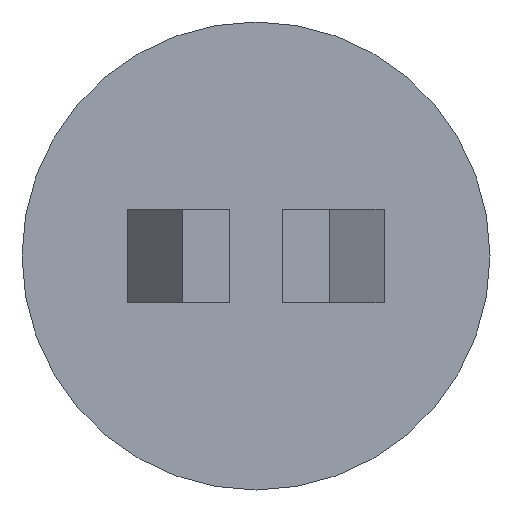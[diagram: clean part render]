
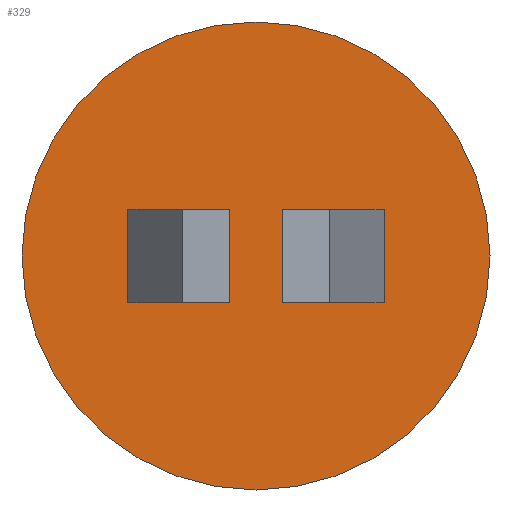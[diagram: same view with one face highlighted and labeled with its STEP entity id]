
A CAD part, front view. The second image highlights one B-rep face of the part: STEP entity #329.
In plain terms, the highlighted planar face has unit normal (0, -1, 0).
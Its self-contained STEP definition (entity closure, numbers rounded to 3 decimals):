
#14 = VECTOR ( 'NONE', #134, 1000. ) ;
#15 = ORIENTED_EDGE ( 'NONE', *, *, #508, .F. ) ;
#18 = DIRECTION ( 'NONE',  ( 0., 0., -1. ) ) ;
#36 = FACE_BOUND ( 'NONE', #478, .T. ) ;
#59 = VERTEX_POINT ( 'NONE', #495 ) ;
#93 = ORIENTED_EDGE ( 'NONE', *, *, #682, .F. ) ;
#96 = DIRECTION ( 'NONE',  ( 0., 1., 0. ) ) ;
#105 = VECTOR ( 'NONE', #849, 1000. ) ;
#110 = AXIS2_PLACEMENT_3D ( 'NONE', #400, #96, #327 ) ;
#134 = DIRECTION ( 'NONE',  ( -1., 0., 0. ) ) ;
#152 = CARTESIAN_POINT ( 'NONE',  ( 0.4, -1.525, -0.255 ) ) ;
#177 = VECTOR ( 'NONE', #234, 1000. ) ;
#202 = VERTEX_POINT ( 'NONE', #657 ) ;
#208 = DIRECTION ( 'NONE',  ( 0., 1., 0. ) ) ;
#211 = ORIENTED_EDGE ( 'NONE', *, *, #325, .T. ) ;
#212 = FACE_OUTER_BOUND ( 'NONE', #265, .T. ) ;
#214 = ORIENTED_EDGE ( 'NONE', *, *, #852, .T. ) ;
#215 = ORIENTED_EDGE ( 'NONE', *, *, #664, .F. ) ;
#223 = CARTESIAN_POINT ( 'NONE',  ( -0.4, -1.525, 0.255 ) ) ;
#234 = DIRECTION ( 'NONE',  ( -1., 0., 0. ) ) ;
#247 = CARTESIAN_POINT ( 'NONE',  ( -0.4, -1.525, -0.255 ) ) ;
#263 = CIRCLE ( 'NONE', #110, 1.27 ) ;
#265 = EDGE_LOOP ( 'NONE', ( #15 ) ) ;
#325 = EDGE_CURVE ( 'NONE', #700, #753, #776, .T. ) ;
#327 = DIRECTION ( 'NONE',  ( 0., 0., 1. ) ) ;
#329 = ADVANCED_FACE ( 'NONE', ( #36, #418, #212 ), #603, .F. ) ;
#358 = CARTESIAN_POINT ( 'NONE',  ( -0.4, -1.525, 0.255 ) ) ;
#371 = EDGE_CURVE ( 'NONE', #491, #808, #903, .T. ) ;
#373 = CARTESIAN_POINT ( 'NONE',  ( 0., -1.525, 0. ) ) ;
#381 = DIRECTION ( 'NONE',  ( 0., 0., -1. ) ) ;
#393 = VECTOR ( 'NONE', #711, 1000. ) ;
#397 = CARTESIAN_POINT ( 'NONE',  ( 0.4, -1.525, 0.255 ) ) ;
#400 = CARTESIAN_POINT ( 'NONE',  ( 0., -1.525, 0. ) ) ;
#411 = EDGE_CURVE ( 'NONE', #635, #808, #581, .T. ) ;
#412 = CARTESIAN_POINT ( 'NONE',  ( 0.145, -1.525, -0.255 ) ) ;
#418 = FACE_BOUND ( 'NONE', #587, .T. ) ;
#448 = CARTESIAN_POINT ( 'NONE',  ( -0.145, -1.525, 0.255 ) ) ;
#460 = LINE ( 'NONE', #619, #517 ) ;
#477 = CARTESIAN_POINT ( 'NONE',  ( 0., -1.525, 1.27 ) ) ;
#478 = EDGE_LOOP ( 'NONE', ( #534, #632, #214, #829 ) ) ;
#491 = VERTEX_POINT ( 'NONE', #854 ) ;
#495 = CARTESIAN_POINT ( 'NONE',  ( 0.4, -1.525, 0.255 ) ) ;
#496 = VECTOR ( 'NONE', #568, 1000. ) ;
#508 = EDGE_CURVE ( 'NONE', #898, #898, #263, .T. ) ;
#517 = VECTOR ( 'NONE', #18, 1000. ) ;
#524 = EDGE_CURVE ( 'NONE', #59, #700, #592, .T. ) ;
#534 = ORIENTED_EDGE ( 'NONE', *, *, #371, .F. ) ;
#543 = CARTESIAN_POINT ( 'NONE',  ( -0.4, -1.525, -0.255 ) ) ;
#564 = EDGE_CURVE ( 'NONE', #202, #491, #925, .T. ) ;
#568 = DIRECTION ( 'NONE',  ( -1., 0., 0. ) ) ;
#581 = LINE ( 'NONE', #543, #177 ) ;
#587 = EDGE_LOOP ( 'NONE', ( #93, #215, #599, #211 ) ) ;
#592 = LINE ( 'NONE', #637, #393 ) ;
#599 = ORIENTED_EDGE ( 'NONE', *, *, #524, .T. ) ;
#603 = PLANE ( 'NONE',  #932 ) ;
#613 = CARTESIAN_POINT ( 'NONE',  ( 0.145, -1.525, 0.255 ) ) ;
#619 = CARTESIAN_POINT ( 'NONE',  ( 0.145, -1.525, 0.255 ) ) ;
#632 = ORIENTED_EDGE ( 'NONE', *, *, #564, .F. ) ;
#635 = VERTEX_POINT ( 'NONE', #764 ) ;
#637 = CARTESIAN_POINT ( 'NONE',  ( 0.4, -1.525, 0.255 ) ) ;
#657 = CARTESIAN_POINT ( 'NONE',  ( -0.145, -1.525, 0.255 ) ) ;
#664 = EDGE_CURVE ( 'NONE', #59, #692, #665, .T. ) ;
#665 = LINE ( 'NONE', #397, #105 ) ;
#672 = DIRECTION ( 'NONE',  ( 0., 0., 1. ) ) ;
#682 = EDGE_CURVE ( 'NONE', #692, #753, #460, .T. ) ;
#692 = VERTEX_POINT ( 'NONE', #613 ) ;
#700 = VERTEX_POINT ( 'NONE', #152 ) ;
#711 = DIRECTION ( 'NONE',  ( 0., 0., -1. ) ) ;
#745 = CARTESIAN_POINT ( 'NONE',  ( 0.4, -1.525, -0.255 ) ) ;
#747 = LINE ( 'NONE', #448, #899 ) ;
#753 = VERTEX_POINT ( 'NONE', #412 ) ;
#764 = CARTESIAN_POINT ( 'NONE',  ( -0.145, -1.525, -0.255 ) ) ;
#776 = LINE ( 'NONE', #745, #14 ) ;
#788 = VECTOR ( 'NONE', #381, 1000. ) ;
#808 = VERTEX_POINT ( 'NONE', #247 ) ;
#829 = ORIENTED_EDGE ( 'NONE', *, *, #411, .T. ) ;
#849 = DIRECTION ( 'NONE',  ( -1., 0., 0. ) ) ;
#852 = EDGE_CURVE ( 'NONE', #202, #635, #747, .T. ) ;
#854 = CARTESIAN_POINT ( 'NONE',  ( -0.4, -1.525, 0.255 ) ) ;
#898 = VERTEX_POINT ( 'NONE', #477 ) ;
#899 = VECTOR ( 'NONE', #979, 1000. ) ;
#903 = LINE ( 'NONE', #223, #788 ) ;
#925 = LINE ( 'NONE', #358, #496 ) ;
#932 = AXIS2_PLACEMENT_3D ( 'NONE', #373, #208, #672 ) ;
#979 = DIRECTION ( 'NONE',  ( 0., 0., -1. ) ) ;
